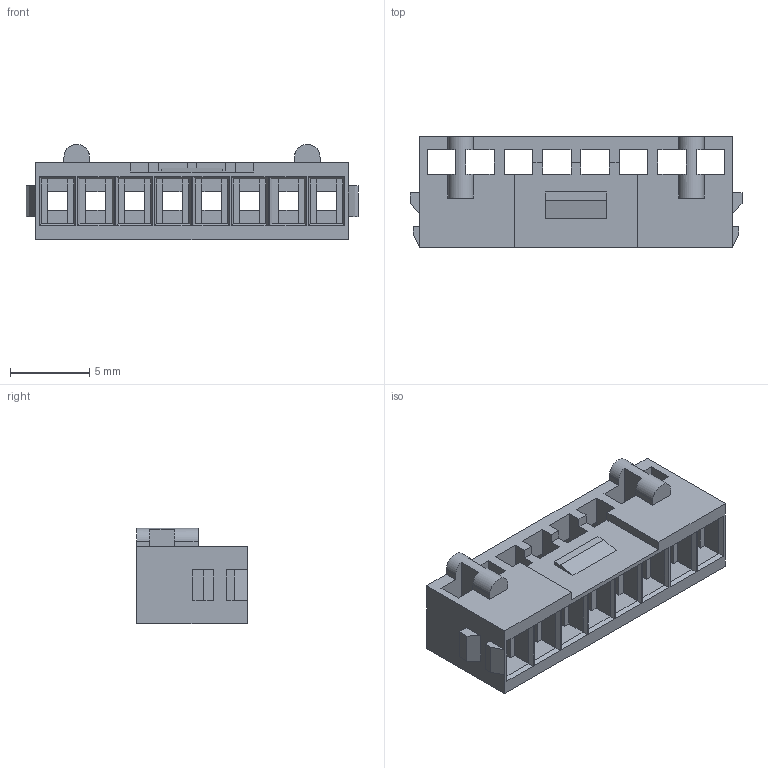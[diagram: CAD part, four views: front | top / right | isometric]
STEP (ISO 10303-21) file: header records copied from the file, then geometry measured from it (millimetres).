
FILE_DESCRIPTION( ('This file contains a STEP AP42 implementation' ,'as created by ZW3D STEP Interface translator.') ,'2;1' );
FILE_NAME( 'WF2512-HXXGA1.stp' ,'23 425.151712', (''), ('ZWCAD Software Co.'), 'Version 1.0', 'ZW3D to STEP translator', '' );
FILE_SCHEMA(('AUTOMOTIVE_DESIGN { 1 0 10303 214 1 1 1 1 }'));
Length unit declared in the file: millimetre
Products named in the file (2): 0; gwf2512-hi08x01
Bounding box: 20.94 x 6.98 x 6.01 mm (x, y, z)
Volume: 377.1 mm3; surface area: 1035.4 mm2
Topology: 1 solids, 1 shells, 281 faces, 752 edges, 468 vertices
Faces by surface type: plane 255, cone 24, cylinder 2
Entity records: 8969 total; most frequent: ORIENTED_EDGE 1504, CARTESIAN_POINT 1502, DIRECTION 1408, EDGE_CURVE 752, VECTOR 660, LINE 660, VERTEX_POINT 468, AXIS2_PLACEMENT_3D 374
